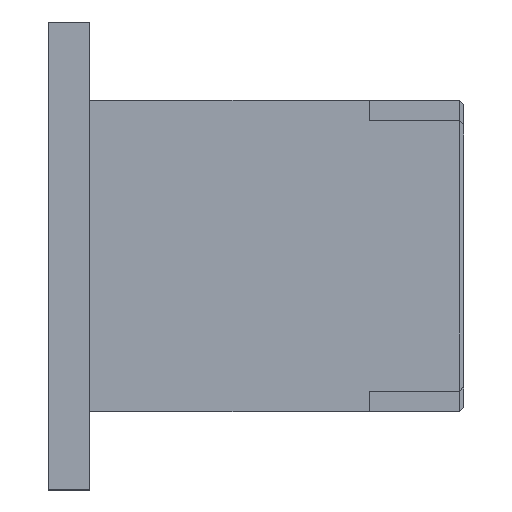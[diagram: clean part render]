
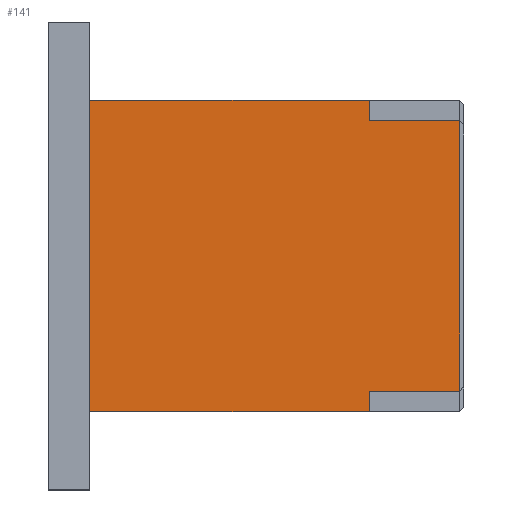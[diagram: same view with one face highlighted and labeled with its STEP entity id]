
A CAD part, top view. The second image highlights one B-rep face of the part: STEP entity #141.
In plain terms, the highlighted planar face has unit normal (0, 0, 1).
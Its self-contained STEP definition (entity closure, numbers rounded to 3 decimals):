
#23 = VECTOR ( 'NONE', #72, 1000. ) ;
#46 = EDGE_CURVE ( 'NONE', #913, #526, #371, .T. ) ;
#72 = DIRECTION ( 'NONE',  ( 0., -1., 0. ) ) ;
#80 = VERTEX_POINT ( 'NONE', #688 ) ;
#85 = VERTEX_POINT ( 'NONE', #278 ) ;
#92 = EDGE_CURVE ( 'NONE', #913, #622, #774, .T. ) ;
#95 = CARTESIAN_POINT ( 'NONE',  ( 18.8, -6.5, 5.5 ) ) ;
#114 = EDGE_CURVE ( 'NONE', #403, #696, #922, .T. ) ;
#133 = EDGE_LOOP ( 'NONE', ( #260, #309, #1026, #626, #297, #501, #495, #157 ) ) ;
#141 = ADVANCED_FACE ( 'NONE', ( #469 ), #960, .F. ) ;
#150 = DIRECTION ( 'NONE',  ( 0., 1., 0. ) ) ;
#156 = CARTESIAN_POINT ( 'NONE',  ( 1., -7.5, 5.5 ) ) ;
#157 = ORIENTED_EDGE ( 'NONE', *, *, #46, .F. ) ;
#194 = EDGE_CURVE ( 'NONE', #85, #403, #1017, .T. ) ;
#226 = DIRECTION ( 'NONE',  ( 1., 0., 0. ) ) ;
#230 = DIRECTION ( 'NONE',  ( -1., 0., 0. ) ) ;
#260 = ORIENTED_EDGE ( 'NONE', *, *, #92, .T. ) ;
#274 = DIRECTION ( 'NONE',  ( 0., -1., 0. ) ) ;
#278 = CARTESIAN_POINT ( 'NONE',  ( 1., 7.5, 5.5 ) ) ;
#289 = CARTESIAN_POINT ( 'NONE',  ( 14.45, -6.5, 5.5 ) ) ;
#293 = LINE ( 'NONE', #680, #704 ) ;
#294 = CARTESIAN_POINT ( 'NONE',  ( 14.45, -7.5, 5.5 ) ) ;
#297 = ORIENTED_EDGE ( 'NONE', *, *, #194, .F. ) ;
#309 = ORIENTED_EDGE ( 'NONE', *, *, #838, .T. ) ;
#323 = CARTESIAN_POINT ( 'NONE',  ( 14.45, 7.5, 5.5 ) ) ;
#324 = CARTESIAN_POINT ( 'NONE',  ( 14.45, -7.5, 5.5 ) ) ;
#371 = LINE ( 'NONE', #294, #648 ) ;
#403 = VERTEX_POINT ( 'NONE', #947 ) ;
#437 = VERTEX_POINT ( 'NONE', #156 ) ;
#450 = CARTESIAN_POINT ( 'NONE',  ( 14.45, 6.5, 5.5 ) ) ;
#453 = DIRECTION ( 'NONE',  ( 0., 1., 0. ) ) ;
#455 = LINE ( 'NONE', #865, #489 ) ;
#462 = VECTOR ( 'NONE', #592, 1000. ) ;
#465 = EDGE_CURVE ( 'NONE', #696, #80, #523, .T. ) ;
#468 = CARTESIAN_POINT ( 'NONE',  ( 14.45, -6.5, 5.5 ) ) ;
#469 = FACE_OUTER_BOUND ( 'NONE', #133, .T. ) ;
#489 = VECTOR ( 'NONE', #150, 1000. ) ;
#495 = ORIENTED_EDGE ( 'NONE', *, *, #657, .T. ) ;
#501 = ORIENTED_EDGE ( 'NONE', *, *, #503, .F. ) ;
#503 = EDGE_CURVE ( 'NONE', #437, #85, #455, .T. ) ;
#523 = LINE ( 'NONE', #450, #904 ) ;
#526 = VERTEX_POINT ( 'NONE', #324 ) ;
#529 = DIRECTION ( 'NONE',  ( 0., 0., -1. ) ) ;
#550 = DIRECTION ( 'NONE',  ( 1., 0., 0. ) ) ;
#592 = DIRECTION ( 'NONE',  ( 1., 0., 0. ) ) ;
#622 = VERTEX_POINT ( 'NONE', #95 ) ;
#626 = ORIENTED_EDGE ( 'NONE', *, *, #114, .F. ) ;
#631 = AXIS2_PLACEMENT_3D ( 'NONE', #785, #529, #230 ) ;
#648 = VECTOR ( 'NONE', #274, 1000. ) ;
#657 = EDGE_CURVE ( 'NONE', #437, #526, #914, .T. ) ;
#680 = CARTESIAN_POINT ( 'NONE',  ( 18.8, -7.5, 5.5 ) ) ;
#688 = CARTESIAN_POINT ( 'NONE',  ( 18.8, 6.5, 5.5 ) ) ;
#696 = VERTEX_POINT ( 'NONE', #921 ) ;
#704 = VECTOR ( 'NONE', #453, 1000. ) ;
#768 = VECTOR ( 'NONE', #839, 1000. ) ;
#774 = LINE ( 'NONE', #289, #462 ) ;
#785 = CARTESIAN_POINT ( 'NONE',  ( -14.075, -7.5, 5.5 ) ) ;
#791 = CARTESIAN_POINT ( 'NONE',  ( -14.075, 7.5, 5.5 ) ) ;
#802 = VECTOR ( 'NONE', #550, 1000. ) ;
#838 = EDGE_CURVE ( 'NONE', #622, #80, #293, .T. ) ;
#839 = DIRECTION ( 'NONE',  ( 1., 0., 0. ) ) ;
#865 = CARTESIAN_POINT ( 'NONE',  ( 1., -7.5, 5.5 ) ) ;
#904 = VECTOR ( 'NONE', #226, 1000. ) ;
#913 = VERTEX_POINT ( 'NONE', #468 ) ;
#914 = LINE ( 'NONE', #992, #768 ) ;
#921 = CARTESIAN_POINT ( 'NONE',  ( 14.45, 6.5, 5.5 ) ) ;
#922 = LINE ( 'NONE', #323, #23 ) ;
#947 = CARTESIAN_POINT ( 'NONE',  ( 14.45, 7.5, 5.5 ) ) ;
#960 = PLANE ( 'NONE',  #631 ) ;
#992 = CARTESIAN_POINT ( 'NONE',  ( -14.075, -7.5, 5.5 ) ) ;
#1017 = LINE ( 'NONE', #791, #802 ) ;
#1026 = ORIENTED_EDGE ( 'NONE', *, *, #465, .F. ) ;
